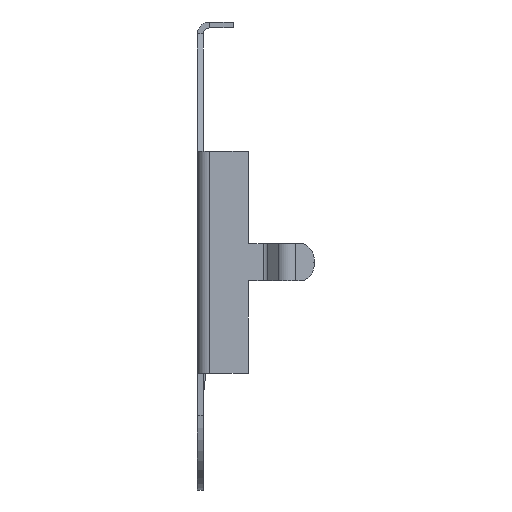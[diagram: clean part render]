
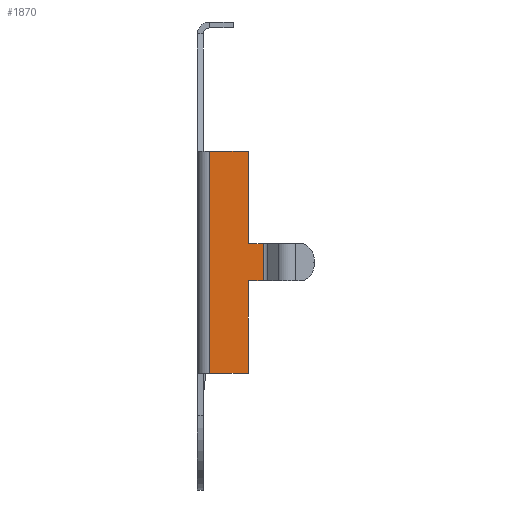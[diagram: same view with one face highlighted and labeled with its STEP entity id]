
A CAD part, left-side view. The second image highlights one B-rep face of the part: STEP entity #1870.
In plain terms, the highlighted planar face has unit normal (-1, 0, 0).
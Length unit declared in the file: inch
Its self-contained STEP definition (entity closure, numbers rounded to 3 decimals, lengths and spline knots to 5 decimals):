
#23 = DIRECTION ( 'NONE',  ( 0., -1., 0. ) ) ;
#89 = VERTEX_POINT ( 'NONE', #3802 ) ;
#117 = ORIENTED_EDGE ( 'NONE', *, *, #3577, .F. ) ;
#265 = EDGE_CURVE ( 'NONE', #1431, #89, #526, .T. ) ;
#336 = CARTESIAN_POINT ( 'NONE',  ( -0.4155, -0.075, -0.35026 ) ) ;
#512 = CARTESIAN_POINT ( 'NONE',  ( -0.4155, -0.075, -0.56676 ) ) ;
#518 = LINE ( 'NONE', #1052, #3321 ) ;
#526 = LINE ( 'NONE', #3733, #2176 ) ;
#546 = ORIENTED_EDGE ( 'NONE', *, *, #2184, .T. ) ;
#559 = VECTOR ( 'NONE', #23, 39.37008 ) ;
#645 = ORIENTED_EDGE ( 'NONE', *, *, #1367, .T. ) ;
#679 = EDGE_CURVE ( 'NONE', #3259, #2234, #1603, .T. ) ;
#735 = CARTESIAN_POINT ( 'NONE',  ( -0.4155, -0.01, -0.56676 ) ) ;
#768 = AXIS2_PLACEMENT_3D ( 'NONE', #1437, #3307, #1130 ) ;
#780 = EDGE_LOOP ( 'NONE', ( #117, #2036, #645, #2996, #546, #1948, #3336, #2222 ) ) ;
#1052 = CARTESIAN_POINT ( 'NONE',  ( -0.4155, -0.075, -0.19576 ) ) ;
#1102 = DIRECTION ( 'NONE',  ( 0., 0., 1. ) ) ;
#1123 = DIRECTION ( 'NONE',  ( 0., 0., 1. ) ) ;
#1127 = DIRECTION ( 'NONE',  ( 0., 0., 1. ) ) ;
#1130 = DIRECTION ( 'NONE',  ( 0., -1., 0. ) ) ;
#1290 = DIRECTION ( 'NONE',  ( 0., 1., 0. ) ) ;
#1341 = EDGE_CURVE ( 'NONE', #3426, #1431, #518, .T. ) ;
#1367 = EDGE_CURVE ( 'NONE', #2234, #3778, #3169, .T. ) ;
#1431 = VERTEX_POINT ( 'NONE', #1759 ) ;
#1437 = CARTESIAN_POINT ( 'NONE',  ( -0.4155, -0.075, -0.19576 ) ) ;
#1451 = CARTESIAN_POINT ( 'NONE',  ( -0.4155, -0.075, -0.19576 ) ) ;
#1559 = CARTESIAN_POINT ( 'NONE',  ( -0.4155, -0.1, -0.41226 ) ) ;
#1589 = LINE ( 'NONE', #2647, #2828 ) ;
#1603 = LINE ( 'NONE', #512, #3030 ) ;
#1660 = VERTEX_POINT ( 'NONE', #1867 ) ;
#1664 = VERTEX_POINT ( 'NONE', #1559 ) ;
#1730 = VECTOR ( 'NONE', #1290, 39.37008 ) ;
#1739 = CARTESIAN_POINT ( 'NONE',  ( -0.4155, -0.075, -0.56676 ) ) ;
#1759 = CARTESIAN_POINT ( 'NONE',  ( -0.4155, -0.075, -0.19576 ) ) ;
#1867 = CARTESIAN_POINT ( 'NONE',  ( -0.4155, -0.1, -0.35026 ) ) ;
#1870 = ADVANCED_FACE ( 'NONE', ( #2528 ), #3927, .F. ) ;
#1910 = CARTESIAN_POINT ( 'NONE',  ( -0.4155, -0.075, -0.41226 ) ) ;
#1948 = ORIENTED_EDGE ( 'NONE', *, *, #2614, .T. ) ;
#2036 = ORIENTED_EDGE ( 'NONE', *, *, #679, .T. ) ;
#2176 = VECTOR ( 'NONE', #3703, 39.37008 ) ;
#2184 = EDGE_CURVE ( 'NONE', #1664, #1660, #1589, .T. ) ;
#2222 = ORIENTED_EDGE ( 'NONE', *, *, #265, .T. ) ;
#2234 = VERTEX_POINT ( 'NONE', #1739 ) ;
#2348 = DIRECTION ( 'NONE',  ( 0., -1., 0. ) ) ;
#2528 = FACE_OUTER_BOUND ( 'NONE', #780, .T. ) ;
#2600 = CARTESIAN_POINT ( 'NONE',  ( -0.4155, -0.075, -0.35026 ) ) ;
#2614 = EDGE_CURVE ( 'NONE', #1660, #3426, #3163, .T. ) ;
#2647 = CARTESIAN_POINT ( 'NONE',  ( -0.4155, -0.1, -0.19576 ) ) ;
#2828 = VECTOR ( 'NONE', #1102, 39.37008 ) ;
#2996 = ORIENTED_EDGE ( 'NONE', *, *, #3780, .T. ) ;
#3030 = VECTOR ( 'NONE', #2348, 39.37008 ) ;
#3163 = LINE ( 'NONE', #336, #1730 ) ;
#3169 = LINE ( 'NONE', #1451, #3515 ) ;
#3206 = LINE ( 'NONE', #3909, #3554 ) ;
#3259 = VERTEX_POINT ( 'NONE', #735 ) ;
#3307 = DIRECTION ( 'NONE',  ( 1., 0., 0. ) ) ;
#3321 = VECTOR ( 'NONE', #3829, 39.37008 ) ;
#3336 = ORIENTED_EDGE ( 'NONE', *, *, #1341, .T. ) ;
#3426 = VERTEX_POINT ( 'NONE', #2600 ) ;
#3515 = VECTOR ( 'NONE', #1123, 39.37008 ) ;
#3554 = VECTOR ( 'NONE', #1127, 39.37008 ) ;
#3577 = EDGE_CURVE ( 'NONE', #3259, #89, #3206, .T. ) ;
#3598 = LINE ( 'NONE', #1910, #559 ) ;
#3703 = DIRECTION ( 'NONE',  ( 0., 1., 0. ) ) ;
#3714 = CARTESIAN_POINT ( 'NONE',  ( -0.4155, -0.075, -0.41226 ) ) ;
#3733 = CARTESIAN_POINT ( 'NONE',  ( -0.4155, -0.075, -0.19576 ) ) ;
#3778 = VERTEX_POINT ( 'NONE', #3714 ) ;
#3780 = EDGE_CURVE ( 'NONE', #3778, #1664, #3598, .T. ) ;
#3802 = CARTESIAN_POINT ( 'NONE',  ( -0.4155, -0.01, -0.19576 ) ) ;
#3829 = DIRECTION ( 'NONE',  ( 0., 0., 1. ) ) ;
#3909 = CARTESIAN_POINT ( 'NONE',  ( -0.4155, -0.01, -0.19576 ) ) ;
#3927 = PLANE ( 'NONE',  #768 ) ;
